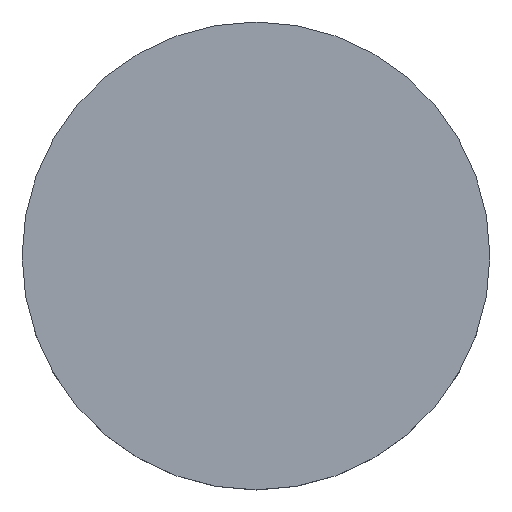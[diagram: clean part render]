
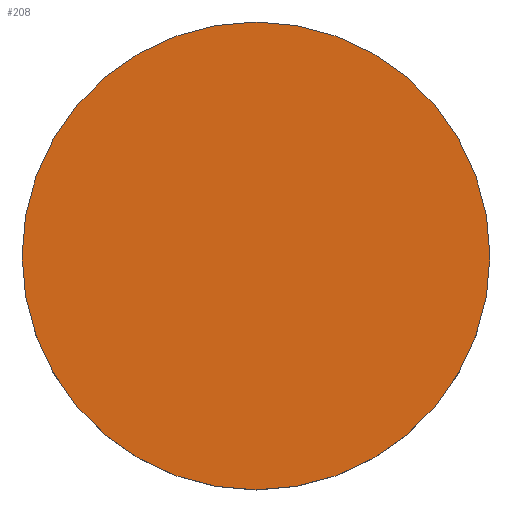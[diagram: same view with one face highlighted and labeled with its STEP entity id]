
A CAD part, top view. The second image highlights one B-rep face of the part: STEP entity #208.
In plain terms, the highlighted planar face has unit normal (0, 0, 1).
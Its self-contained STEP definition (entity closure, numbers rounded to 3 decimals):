
#3 = DIRECTION ( 'NONE',  ( 0., 0., -1. ) ) ;
#17 = CIRCLE ( 'NONE', #41, 6.35 ) ;
#18 = DIRECTION ( 'NONE',  ( 1., 0., 0. ) ) ;
#35 = AXIS2_PLACEMENT_3D ( 'NONE', #225, #3, #219 ) ;
#41 = AXIS2_PLACEMENT_3D ( 'NONE', #218, #74, #18 ) ;
#74 = DIRECTION ( 'NONE',  ( 0., 0., -1. ) ) ;
#76 = CARTESIAN_POINT ( 'NONE',  ( 0., 13.158, 1.9 ) ) ;
#77 = FACE_OUTER_BOUND ( 'NONE', #114, .T. ) ;
#78 = DIRECTION ( 'NONE',  ( 1., 0., 0. ) ) ;
#81 = VERTEX_POINT ( 'NONE', #197 ) ;
#107 = ORIENTED_EDGE ( 'NONE', *, *, #194, .F. ) ;
#114 = EDGE_LOOP ( 'NONE', ( #177, #107 ) ) ;
#126 = DIRECTION ( 'NONE',  ( 0., 0., 1. ) ) ;
#144 = CARTESIAN_POINT ( 'NONE',  ( 6.35, 0., 1.9 ) ) ;
#159 = VERTEX_POINT ( 'NONE', #144 ) ;
#174 = CIRCLE ( 'NONE', #35, 6.35 ) ;
#177 = ORIENTED_EDGE ( 'NONE', *, *, #188, .F. ) ;
#181 = PLANE ( 'NONE',  #229 ) ;
#188 = EDGE_CURVE ( 'NONE', #159, #81, #17, .T. ) ;
#194 = EDGE_CURVE ( 'NONE', #81, #159, #174, .T. ) ;
#197 = CARTESIAN_POINT ( 'NONE',  ( -6.35, 0., 1.9 ) ) ;
#208 = ADVANCED_FACE ( 'NONE', ( #77 ), #181, .T. ) ;
#218 = CARTESIAN_POINT ( 'NONE',  ( 0., 0., 1.9 ) ) ;
#219 = DIRECTION ( 'NONE',  ( 1., 0., 0. ) ) ;
#225 = CARTESIAN_POINT ( 'NONE',  ( 0., 0., 1.9 ) ) ;
#229 = AXIS2_PLACEMENT_3D ( 'NONE', #76, #126, #78 ) ;
